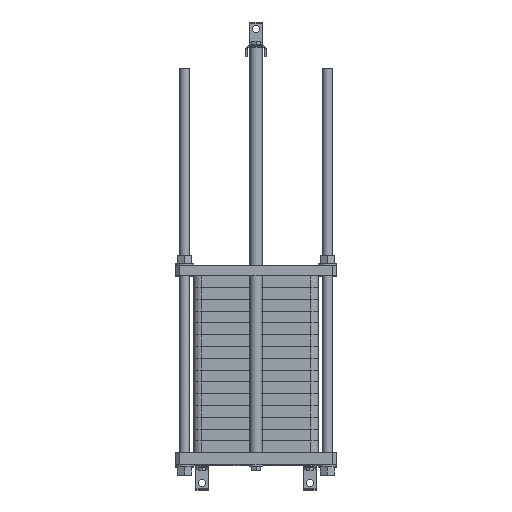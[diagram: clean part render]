
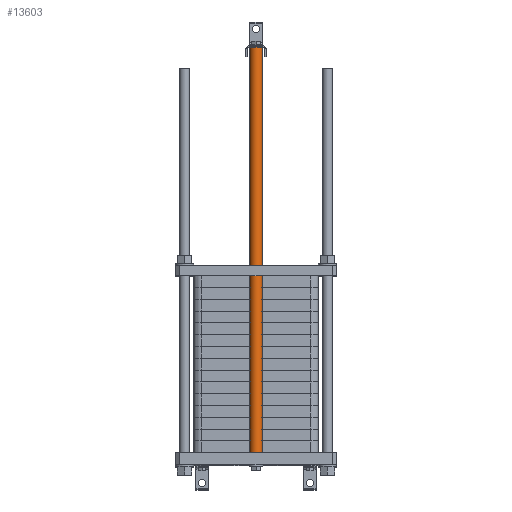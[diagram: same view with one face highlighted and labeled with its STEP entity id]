
A CAD part, top view. The second image highlights one B-rep face of the part: STEP entity #13603.
In plain terms, the highlighted cylindrical face has radius 15 mm (diameter 30 mm), a full revolution.
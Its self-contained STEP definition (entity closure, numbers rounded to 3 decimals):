
#5564=FACE_BOUND('',#6614,.T.);
#5799=CYLINDRICAL_SURFACE('',#14222,15.);
#6033=FACE_OUTER_BOUND('',#6613,.T.);
#6613=EDGE_LOOP('',(#10846));
#6614=EDGE_LOOP('',(#10847));
#7339=CIRCLE('',#14147,15.);
#7367=CIRCLE('',#14223,15.);
#8329=VERTEX_POINT('',#20356);
#8405=VERTEX_POINT('',#20597);
#9259=EDGE_CURVE('',#8329,#8329,#7339,.T.);
#9376=EDGE_CURVE('',#8405,#8405,#7367,.T.);
#10846=ORIENTED_EDGE('',*,*,#9376,.F.);
#10847=ORIENTED_EDGE('',*,*,#9259,.T.);
#13603=ADVANCED_FACE('',(#6033,#5564),#5799,.T.);
#14147=AXIS2_PLACEMENT_3D('',#20357,#15747,#15748);
#14222=AXIS2_PLACEMENT_3D('',#20596,#15986,#15987);
#14223=AXIS2_PLACEMENT_3D('',#20598,#15988,#15989);
#15747=DIRECTION('center_axis',(0.,-1.,0.));
#15748=DIRECTION('ref_axis',(-1.,0.,0.));
#15986=DIRECTION('center_axis',(0.,1.,0.));
#15987=DIRECTION('ref_axis',(-1.,0.,0.));
#15988=DIRECTION('center_axis',(0.,-1.,0.));
#15989=DIRECTION('ref_axis',(-1.,0.,0.));
#20356=CARTESIAN_POINT('',(15.,997.,885.5));
#20357=CARTESIAN_POINT('Origin',(0.,997.,885.5));
#20596=CARTESIAN_POINT('Origin',(0.,0.,
885.5));
#20597=CARTESIAN_POINT('',(15.,0.,885.5));
#20598=CARTESIAN_POINT('Origin',(0.,0.,
885.5));
